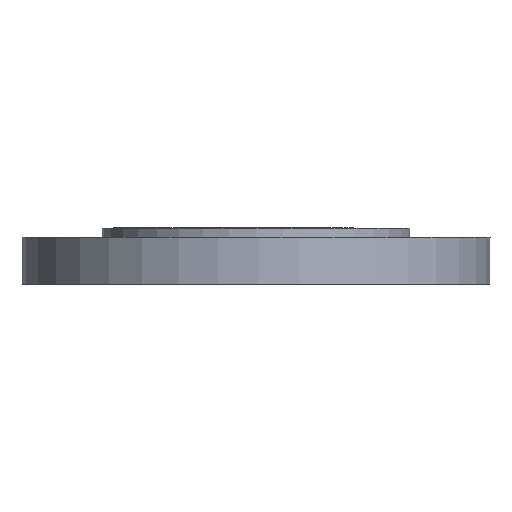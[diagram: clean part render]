
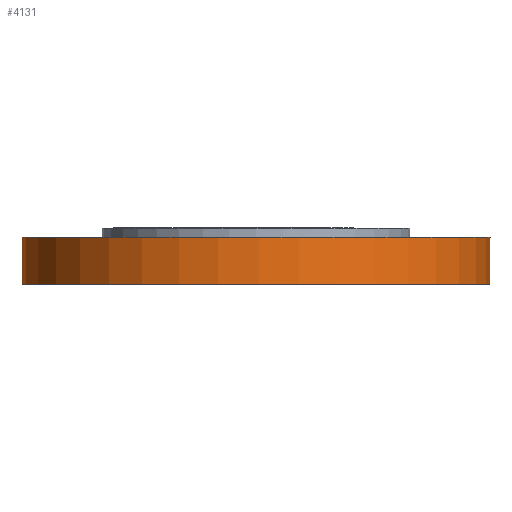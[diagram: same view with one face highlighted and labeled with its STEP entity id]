
A CAD part, front view. The second image highlights one B-rep face of the part: STEP entity #4131.
In plain terms, the highlighted cylindrical face has radius 38.1 mm (diameter 76.2 mm), a partial arc.
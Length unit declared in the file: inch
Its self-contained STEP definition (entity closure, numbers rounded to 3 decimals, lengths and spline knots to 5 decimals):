
#208 = CARTESIAN_POINT ( 'NONE',  ( -2.17545, -3.34185, 0.3 ) ) ;
#816 = EDGE_CURVE ( 'NONE', #4818, #8210, #7175, .T. ) ;
#2277 = DIRECTION ( 'NONE',  ( 1., 0., 0. ) ) ;
#2313 = DIRECTION ( 'NONE',  ( 0., 0., -1. ) ) ;
#2331 = AXIS2_PLACEMENT_3D ( 'NONE', #7466, #2449, #3064 ) ;
#2449 = DIRECTION ( 'NONE',  ( 0., 0., 1. ) ) ;
#2632 = CARTESIAN_POINT ( 'NONE',  ( -3.675, -3.305, 0.2 ) ) ;
#2870 = VERTEX_POINT ( 'NONE', #8837 ) ;
#2990 = EDGE_CURVE ( 'NONE', #2870, #4818, #4344, .T. ) ;
#3064 = DIRECTION ( 'NONE',  ( 1., 0., 0. ) ) ;
#3140 = AXIS2_PLACEMENT_3D ( 'NONE', #2632, #4233, #8346 ) ;
#3481 = EDGE_LOOP ( 'NONE', ( #7540, #4657, #10525, #5128 ) ) ;
#4131 = ADVANCED_FACE ( 'NONE', ( #5166 ), #5007, .T. ) ;
#4233 = DIRECTION ( 'NONE',  ( 0., 0., -1. ) ) ;
#4344 = CIRCLE ( 'NONE', #6109, 1.5 ) ;
#4657 = ORIENTED_EDGE ( 'NONE', *, *, #8710, .T. ) ;
#4818 = VERTEX_POINT ( 'NONE', #208 ) ;
#4828 = VERTEX_POINT ( 'NONE', #8483 ) ;
#5007 = CYLINDRICAL_SURFACE ( 'NONE', #3140, 1.5 ) ;
#5128 = ORIENTED_EDGE ( 'NONE', *, *, #816, .F. ) ;
#5166 = FACE_OUTER_BOUND ( 'NONE', #3481, .T. ) ;
#5329 = DIRECTION ( 'NONE',  ( 0., 0., -1. ) ) ;
#5501 = VECTOR ( 'NONE', #2313, 39.37008 ) ;
#5647 = DIRECTION ( 'NONE',  ( 0., 0., 1. ) ) ;
#5704 = CIRCLE ( 'NONE', #2331, 1.5 ) ;
#6109 = AXIS2_PLACEMENT_3D ( 'NONE', #8168, #5647, #2277 ) ;
#6207 = CARTESIAN_POINT ( 'NONE',  ( -5.175, -3.305, 0.2 ) ) ;
#6290 = CARTESIAN_POINT ( 'NONE',  ( -2.17545, -3.34185, 0.2 ) ) ;
#6881 = CARTESIAN_POINT ( 'NONE',  ( -2.17545, -3.34185, 0. ) ) ;
#7032 = LINE ( 'NONE', #6207, #8095 ) ;
#7175 = LINE ( 'NONE', #6290, #5501 ) ;
#7366 = EDGE_CURVE ( 'NONE', #4828, #8210, #5704, .T. ) ;
#7466 = CARTESIAN_POINT ( 'NONE',  ( -3.675, -3.305, 0. ) ) ;
#7540 = ORIENTED_EDGE ( 'NONE', *, *, #2990, .F. ) ;
#8095 = VECTOR ( 'NONE', #5329, 39.37008 ) ;
#8168 = CARTESIAN_POINT ( 'NONE',  ( -3.675, -3.305, 0.3 ) ) ;
#8210 = VERTEX_POINT ( 'NONE', #6881 ) ;
#8346 = DIRECTION ( 'NONE',  ( -1., 0., 0. ) ) ;
#8483 = CARTESIAN_POINT ( 'NONE',  ( -5.175, -3.305, 0. ) ) ;
#8710 = EDGE_CURVE ( 'NONE', #2870, #4828, #7032, .T. ) ;
#8837 = CARTESIAN_POINT ( 'NONE',  ( -5.175, -3.305, 0.3 ) ) ;
#10525 = ORIENTED_EDGE ( 'NONE', *, *, #7366, .T. ) ;
